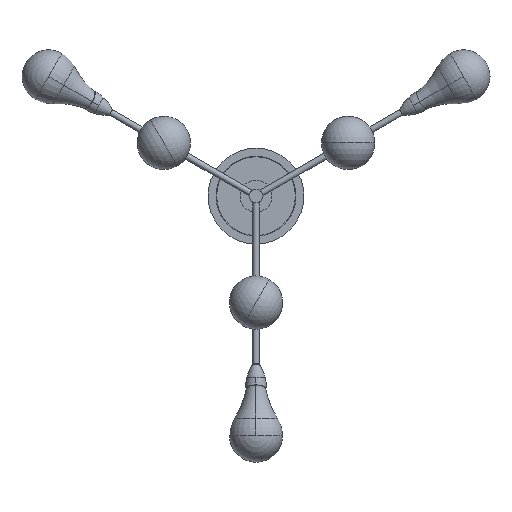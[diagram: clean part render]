
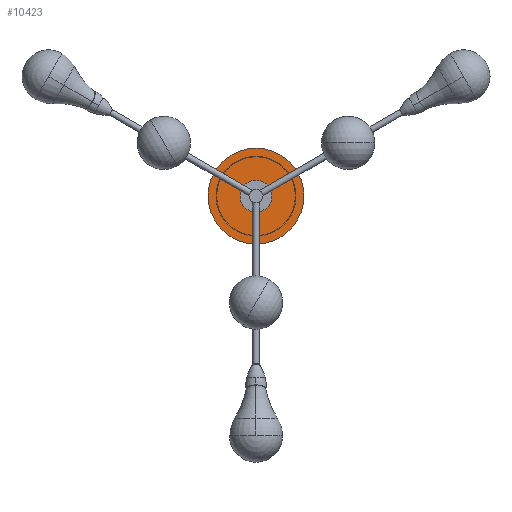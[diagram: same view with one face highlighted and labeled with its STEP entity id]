
A CAD part, front view. The second image highlights one B-rep face of the part: STEP entity #10423.
In plain terms, the highlighted planar face has unit normal (0, -1, 0).
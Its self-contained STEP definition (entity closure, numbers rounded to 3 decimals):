
#138 = DIRECTION ( 'NONE',  ( 0., 0., -1. ) ) ;
#199 = CIRCLE ( 'NONE', #2456, 90. ) ;
#585 = VERTEX_POINT ( 'NONE', #14763 ) ;
#784 = CARTESIAN_POINT ( 'NONE',  ( 0., -30., 90. ) ) ;
#1182 = DIRECTION ( 'NONE',  ( 0., 1., 0. ) ) ;
#2456 = AXIS2_PLACEMENT_3D ( 'NONE', #22606, #1182, #8201 ) ;
#5988 = EDGE_CURVE ( 'NONE', #585, #22871, #199, .T. ) ;
#5993 = EDGE_CURVE ( 'NONE', #22871, #585, #13031, .T. ) ;
#7502 = FACE_OUTER_BOUND ( 'NONE', #12899, .T. ) ;
#7837 = AXIS2_PLACEMENT_3D ( 'NONE', #19912, #14685, #138 ) ;
#8201 = DIRECTION ( 'NONE',  ( 0., 0., -1. ) ) ;
#9134 = PLANE ( 'NONE',  #7837 ) ;
#10423 = ADVANCED_FACE ( 'NONE', ( #7502 ), #9134, .F. ) ;
#12193 = DIRECTION ( 'NONE',  ( 0., 0., -1. ) ) ;
#12899 = EDGE_LOOP ( 'NONE', ( #19682, #21508 ) ) ;
#13031 = CIRCLE ( 'NONE', #18713, 90. ) ;
#14685 = DIRECTION ( 'NONE',  ( 0., 1., 0. ) ) ;
#14763 = CARTESIAN_POINT ( 'NONE',  ( 0., -30., -90. ) ) ;
#17516 = DIRECTION ( 'NONE',  ( 0., 1., 0. ) ) ;
#18713 = AXIS2_PLACEMENT_3D ( 'NONE', #23069, #17516, #12193 ) ;
#19682 = ORIENTED_EDGE ( 'NONE', *, *, #5988, .F. ) ;
#19912 = CARTESIAN_POINT ( 'NONE',  ( 0., -30., 0. ) ) ;
#21508 = ORIENTED_EDGE ( 'NONE', *, *, #5993, .F. ) ;
#22606 = CARTESIAN_POINT ( 'NONE',  ( 0., -30., 0. ) ) ;
#22871 = VERTEX_POINT ( 'NONE', #784 ) ;
#23069 = CARTESIAN_POINT ( 'NONE',  ( 0., -30., 0. ) ) ;
